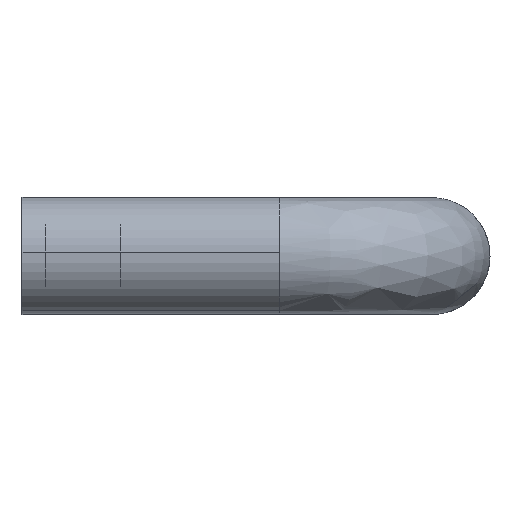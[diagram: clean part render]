
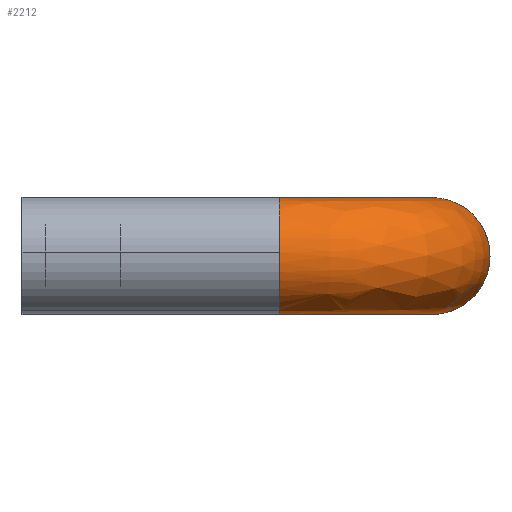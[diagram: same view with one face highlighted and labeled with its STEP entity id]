
A CAD part, left-side view. The second image highlights one B-rep face of the part: STEP entity #2212.
In plain terms, the highlighted free-form (B-spline) face has degree [2, 2] with [3, 9] control points.
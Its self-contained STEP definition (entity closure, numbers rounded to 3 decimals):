
#1363=CARTESIAN_POINT('',(32.5,-87.343,12.499));
#1364=VERTEX_POINT('',#1363);
#1378=CARTESIAN_POINT('',(32.5,-87.5,12.5));
#1379=VERTEX_POINT('',#1378);
#1380=CARTESIAN_POINT('',(32.5,-87.343,12.499));
#1381=CARTESIAN_POINT('',(32.5,-87.421,12.5));
#1382=CARTESIAN_POINT('',(32.5,-87.5,12.5));
#1390=(BOUNDED_CURVE()B_SPLINE_CURVE(2,(#1380,#1381,#1382),.UNSPECIFIED.,.F.,.U.)B_SPLINE_CURVE_WITH_KNOTS((3,3),(0.998,1.0),.UNSPECIFIED.)CURVE()GEOMETRIC_REPRESENTATION_ITEM()RATIONAL_B_SPLINE_CURVE((0.995,0.997,1.0))REPRESENTATION_ITEM(''));
#1391=EDGE_CURVE('',#1364,#1379,#1390,.T.);
#1393=CARTESIAN_POINT('',(32.5,-96.416,8.761));
#1394=VERTEX_POINT('',#1393);
#1395=CARTESIAN_POINT('',(32.5,-87.5,12.5));
#1396=CARTESIAN_POINT('',(32.5,-92.742,12.5));
#1397=CARTESIAN_POINT('',(32.5,-96.416,8.761));
#1405=(BOUNDED_CURVE()B_SPLINE_CURVE(2,(#1395,#1396,#1397),.UNSPECIFIED.,.F.,.U.)B_SPLINE_CURVE_WITH_KNOTS((3,3),(0.0,0.126),.UNSPECIFIED.)CURVE()GEOMETRIC_REPRESENTATION_ITEM()RATIONAL_B_SPLINE_CURVE((1.0,0.852,0.854))REPRESENTATION_ITEM(''));
#1406=EDGE_CURVE('',#1379,#1394,#1405,.T.);
#1475=CARTESIAN_POINT('',(32.5,-75.03,-0.872));
#1476=VERTEX_POINT('',#1475);
#1538=CARTESIAN_POINT('',(32.5,-87.5,-12.5));
#1539=VERTEX_POINT('',#1538);
#1540=CARTESIAN_POINT('',(32.5,-96.416,8.761));
#1541=CARTESIAN_POINT('',(32.5,-100.0,5.114));
#1542=CARTESIAN_POINT('',(32.5,-100.,0.0));
#1543=CARTESIAN_POINT('',(32.5,-100.,-12.5));
#1544=CARTESIAN_POINT('',(32.5,-87.5,-12.5));
#1552=(BOUNDED_CURVE()B_SPLINE_CURVE(2,(#1540,#1541,#1542,#1543,#1544),.UNSPECIFIED.,.F.,.U.)B_SPLINE_CURVE_WITH_KNOTS((3,2,3),(0.126,0.25,0.5),.UNSPECIFIED.)CURVE()GEOMETRIC_REPRESENTATION_ITEM()RATIONAL_B_SPLINE_CURVE((0.854,0.855,1.0,0.707,1.0))REPRESENTATION_ITEM(''));
#1553=EDGE_CURVE('',#1394,#1539,#1552,.T.);
#1555=CARTESIAN_POINT('',(32.5,-87.5,-12.5));
#1556=CARTESIAN_POINT('',(32.5,-75.843,-12.5));
#1557=CARTESIAN_POINT('',(32.5,-75.03,-0.872));
#1565=(BOUNDED_CURVE()B_SPLINE_CURVE(2,(#1555,#1556,#1557),.UNSPECIFIED.,.F.,.U.)B_SPLINE_CURVE_WITH_KNOTS((3,3),(0.5,0.738),.UNSPECIFIED.)CURVE()GEOMETRIC_REPRESENTATION_ITEM()RATIONAL_B_SPLINE_CURVE((1.0,0.721,0.973))REPRESENTATION_ITEM(''));
#1566=EDGE_CURVE('',#1539,#1476,#1565,.T.);
#1597=CARTESIAN_POINT('',(-4.395,-55.0,-11.702));
#1598=VERTEX_POINT('',#1597);
#1599=CARTESIAN_POINT('',(0.0,-55.0,-12.5));
#1600=VERTEX_POINT('',#1599);
#1601=CARTESIAN_POINT('',(-4.395,-55.,-11.702));
#1602=CARTESIAN_POINT('',(-2.27,-55.,-12.5));
#1603=CARTESIAN_POINT('',(0.0,-55.0,-12.5));
#1611=(BOUNDED_CURVE()B_SPLINE_CURVE(2,(#1601,#1602,#1603),.UNSPECIFIED.,.F.,.U.)B_SPLINE_CURVE_WITH_KNOTS((3,3),(0.44,0.5),.UNSPECIFIED.)CURVE()GEOMETRIC_REPRESENTATION_ITEM()RATIONAL_B_SPLINE_CURVE((0.893,0.93,1.0))REPRESENTATION_ITEM(''));
#1612=EDGE_CURVE('',#1598,#1600,#1611,.T.);
#1668=CARTESIAN_POINT('',(-12.477,-55.0,0.763));
#1669=VERTEX_POINT('',#1668);
#1675=CARTESIAN_POINT('',(0.0,-55.0,12.5));
#1676=VERTEX_POINT('',#1675);
#1677=CARTESIAN_POINT('',(0.0,-55.0,12.5));
#1678=CARTESIAN_POINT('',(-11.759,-55.,12.5));
#1679=CARTESIAN_POINT('',(-12.477,-55.0,0.763));
#1687=(BOUNDED_CURVE()B_SPLINE_CURVE(2,(#1677,#1678,#1679),.UNSPECIFIED.,.F.,.U.)B_SPLINE_CURVE_WITH_KNOTS((3,3),(0.0,0.239),.UNSPECIFIED.)CURVE()GEOMETRIC_REPRESENTATION_ITEM()RATIONAL_B_SPLINE_CURVE((1.0,0.72,0.976))REPRESENTATION_ITEM(''));
#1688=EDGE_CURVE('',#1676,#1669,#1687,.T.);
#1690=CARTESIAN_POINT('',(0.157,-55.,12.499));
#1691=VERTEX_POINT('',#1690);
#1692=CARTESIAN_POINT('',(0.157,-55.,12.499));
#1693=CARTESIAN_POINT('',(0.079,-55.0,12.5));
#1694=CARTESIAN_POINT('',(0.0,-55.0,12.5));
#1702=(BOUNDED_CURVE()B_SPLINE_CURVE(2,(#1692,#1693,#1694),.UNSPECIFIED.,.F.,.U.)B_SPLINE_CURVE_WITH_KNOTS((3,3),(0.998,1.0),.UNSPECIFIED.)CURVE()GEOMETRIC_REPRESENTATION_ITEM()RATIONAL_B_SPLINE_CURVE((0.995,0.997,1.0))REPRESENTATION_ITEM(''));
#1703=EDGE_CURVE('',#1691,#1676,#1702,.T.);
#1705=CARTESIAN_POINT('',(12.47,-55.,-0.872));
#1706=VERTEX_POINT('',#1705);
#1722=CARTESIAN_POINT('',(0.0,-55.0,-12.5));
#1723=CARTESIAN_POINT('',(11.657,-55.0,-12.5));
#1724=CARTESIAN_POINT('',(12.47,-55.,-0.872));
#1732=(BOUNDED_CURVE()B_SPLINE_CURVE(2,(#1722,#1723,#1724),.UNSPECIFIED.,.F.,.U.)B_SPLINE_CURVE_WITH_KNOTS((3,3),(0.5,0.738),.UNSPECIFIED.)CURVE()GEOMETRIC_REPRESENTATION_ITEM()RATIONAL_B_SPLINE_CURVE((1.0,0.721,0.973))REPRESENTATION_ITEM(''));
#1733=EDGE_CURVE('',#1600,#1706,#1732,.T.);
#1752=CARTESIAN_POINT('',(-12.477,-55.,0.763));
#1753=CARTESIAN_POINT('',(-12.5,-55.,0.382));
#1754=CARTESIAN_POINT('',(-12.5,-55.0,0.0));
#1755=CARTESIAN_POINT('',(-12.5,-55.,-8.658));
#1756=CARTESIAN_POINT('',(-4.395,-55.0,-11.702));
#1764=(BOUNDED_CURVE()B_SPLINE_CURVE(2,(#1752,#1753,#1754,#1755,#1756),.UNSPECIFIED.,.F.,.U.)B_SPLINE_CURVE_WITH_KNOTS((3,2,3),(0.239,0.25,0.44),.UNSPECIFIED.)CURVE()GEOMETRIC_REPRESENTATION_ITEM()RATIONAL_B_SPLINE_CURVE((0.976,0.988,1.0,0.777,0.893))REPRESENTATION_ITEM(''));
#1765=EDGE_CURVE('',#1669,#1598,#1764,.T.);
#2140=CARTESIAN_POINT('',(12.536,-53.616,-0.607));
#2141=CARTESIAN_POINT('',(10.944,-76.572,-0.607));
#2142=CARTESIAN_POINT('',(33.899,-74.963,-0.607));
#2143=CARTESIAN_POINT('',(12.527,-53.615,-0.739));
#2144=CARTESIAN_POINT('',(10.935,-76.582,-0.739));
#2145=CARTESIAN_POINT('',(33.9,-74.972,-0.739));
#2146=CARTESIAN_POINT('',(11.696,-53.558,-12.647));
#2147=CARTESIAN_POINT('',(10.038,-77.479,-12.647));
#2148=CARTESIAN_POINT('',(33.958,-75.803,-12.647));
#2149=CARTESIAN_POINT('',(-0.079,-52.741,-12.499));
#2150=CARTESIAN_POINT('',(-2.676,-90.202,-12.499));
#2151=CARTESIAN_POINT('',(34.783,-87.577,-12.499));
#2152=CARTESIAN_POINT('',(-12.548,-51.877,-12.342));
#2153=CARTESIAN_POINT('',(-16.139,-103.676,-12.342));
#2154=CARTESIAN_POINT('',(35.657,-100.046,-12.342));
#2155=CARTESIAN_POINT('',(-12.391,-51.888,0.157));
#2156=CARTESIAN_POINT('',(-15.97,-103.506,0.157));
#2157=CARTESIAN_POINT('',(35.646,-99.889,0.157));
#2158=CARTESIAN_POINT('',(-12.235,-51.899,12.656));
#2159=CARTESIAN_POINT('',(-15.801,-103.337,12.656));
#2160=CARTESIAN_POINT('',(35.635,-99.732,12.656));
#2161=CARTESIAN_POINT('',(0.367,-52.772,12.497));
#2162=CARTESIAN_POINT('',(-2.195,-89.721,12.497));
#2163=CARTESIAN_POINT('',(34.752,-87.132,12.497));
#2164=CARTESIAN_POINT('',(0.497,-52.781,12.496));
#2165=CARTESIAN_POINT('',(-2.054,-89.58,12.496));
#2166=CARTESIAN_POINT('',(34.743,-87.001,12.496));
#2174=(BOUNDED_SURFACE()B_SPLINE_SURFACE(2,2,((#2140,#2143,#2146,#2149,#2152,#2155,#2158,#2161,#2164),(#2141,#2144,#2147,#2150,#2153,#2156,#2159,#2162,#2165),(#2142,#2145,#2148,#2151,#2154,#2157,#2160,#2163,#2166)),.UNSPECIFIED.,.F.,.F.,.U.)B_SPLINE_SURFACE_WITH_KNOTS((3,3),(3,1,2,2,1,3),(0.0,82.004),(0.0,0.307,20.189,40.9,61.61,61.922),.UNSPECIFIED.)GEOMETRIC_REPRESENTATION_ITEM()RATIONAL_B_SPLINE_SURFACE(((0.908,0.904,0.662,0.921,0.652,0.921,0.652,0.926,0.93),(0.593,0.59,0.432,0.601,0.425,0.601,0.425,0.604,0.607),(0.898,0.894,0.655,0.911,0.644,0.911,0.644,0.915,0.919)))REPRESENTATION_ITEM('')SURFACE());
#2175=ORIENTED_EDGE('',*,*,#1566,.F.);
#2176=ORIENTED_EDGE('',*,*,#1553,.F.);
#2177=ORIENTED_EDGE('',*,*,#1406,.F.);
#2178=ORIENTED_EDGE('',*,*,#1391,.F.);
#2179=CARTESIAN_POINT('',(0.157,-55.,12.499));
#2180=CARTESIAN_POINT('',(0.157,-87.343,12.499));
#2181=CARTESIAN_POINT('',(32.5,-87.343,12.499));
#2189=(BOUNDED_CURVE()B_SPLINE_CURVE(2,(#2179,#2180,#2181),.UNSPECIFIED.,.F.,.U.)B_SPLINE_CURVE_WITH_KNOTS((3,3),(-1.748,-0.278),.UNSPECIFIED.)CURVE()GEOMETRIC_REPRESENTATION_ITEM()RATIONAL_B_SPLINE_CURVE((0.894,0.629,0.884))REPRESENTATION_ITEM(''));
#2190=EDGE_CURVE('',#1691,#1364,#2189,.T.);
#2191=ORIENTED_EDGE('',*,*,#2190,.F.);
#2192=ORIENTED_EDGE('',*,*,#1703,.T.);
#2193=ORIENTED_EDGE('',*,*,#1688,.T.);
#2194=ORIENTED_EDGE('',*,*,#1765,.T.);
#2195=ORIENTED_EDGE('',*,*,#1612,.T.);
#2196=ORIENTED_EDGE('',*,*,#1733,.T.);
#2197=CARTESIAN_POINT('',(12.47,-55.,-0.872));
#2198=CARTESIAN_POINT('',(12.47,-75.03,-0.872));
#2199=CARTESIAN_POINT('',(32.5,-75.03,-0.872));
#2207=(BOUNDED_CURVE()B_SPLINE_CURVE(2,(#2197,#2198,#2199),.UNSPECIFIED.,.F.,.U.)B_SPLINE_CURVE_WITH_KNOTS((3,3),(-1.748,-0.278),.UNSPECIFIED.)CURVE()GEOMETRIC_REPRESENTATION_ITEM()RATIONAL_B_SPLINE_CURVE((0.874,0.615,0.865))REPRESENTATION_ITEM(''));
#2208=EDGE_CURVE('',#1706,#1476,#2207,.T.);
#2209=ORIENTED_EDGE('',*,*,#2208,.T.);
#2210=EDGE_LOOP('',(#2175,#2176,#2177,#2178,#2191,#2192,#2193,#2194,#2195,#2196,#2209));
#2211=FACE_OUTER_BOUND('',#2210,.T.);
#2212=ADVANCED_FACE('',(#2211),#2174,.T.);
